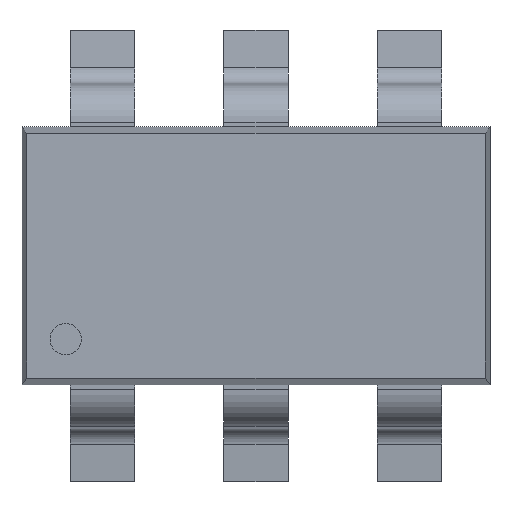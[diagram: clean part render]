
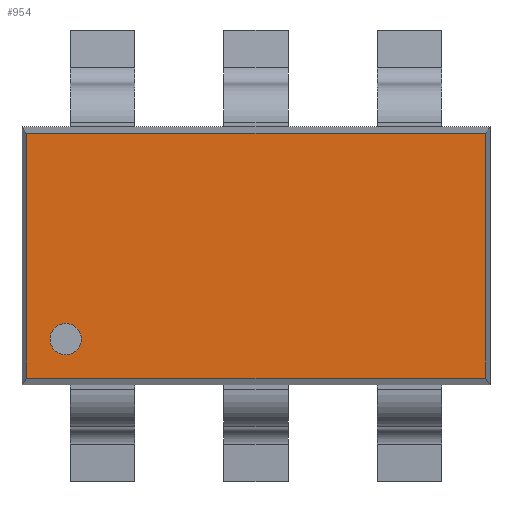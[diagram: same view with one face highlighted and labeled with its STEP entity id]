
A CAD part, top view. The second image highlights one B-rep face of the part: STEP entity #954.
In plain terms, the highlighted planar face has unit normal (0, 0, 1).
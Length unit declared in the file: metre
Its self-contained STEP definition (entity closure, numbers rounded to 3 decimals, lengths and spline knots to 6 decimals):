
#410 = EDGE_CURVE( '', #1152, #1153, #1154, .T. );
#414 = EDGE_CURVE( '', #1160, #1161, #1162, .T. );
#534 = EDGE_CURVE( '', #1161, #1152, #1366, .T. );
#826 = EDGE_CURVE( '', #1153, #1160, #1782, .T. );
#954 = ADVANCED_FACE( '', ( #1927, #1928 ), #1929, .T. );
#1078 = EDGE_CURVE( '', #2072, #2072, #2073, .T. );
#1152 = VERTEX_POINT( '', #2153 );
#1153 = VERTEX_POINT( '', #2154 );
#1154 = LINE( '', #2155, #2156 );
#1160 = VERTEX_POINT( '', #2165 );
#1161 = VERTEX_POINT( '', #2166 );
#1162 = LINE( '', #2167, #2168 );
#1366 = LINE( '', #2444, #2445 );
#1782 = LINE( '', #3047, #3048 );
#1927 = FACE_OUTER_BOUND( '', #3278, .T. );
#1928 = FACE_BOUND( '', #3279, .T. );
#1929 = PLANE( '', #3280 );
#2072 = VERTEX_POINT( '', #3499 );
#2073 = CIRCLE( '', #3500, 0.000097 );
#2153 = CARTESIAN_POINT( '', ( 0.001421, 0.000758, 0.00097 ) );
#2154 = CARTESIAN_POINT( '', ( -0.001421, 0.000758, 0.00097 ) );
#2155 = CARTESIAN_POINT( '', ( 0.001421, 0.000758, 0.00097 ) );
#2156 = VECTOR( '', #3538, 1. );
#2165 = CARTESIAN_POINT( '', ( -0.001421, -0.000758, 0.00097 ) );
#2166 = CARTESIAN_POINT( '', ( 0.001421, -0.000758, 0.00097 ) );
#2167 = CARTESIAN_POINT( '', ( -0.001421, -0.000758, 0.00097 ) );
#2168 = VECTOR( '', #3540, 1. );
#2444 = CARTESIAN_POINT( '', ( 0.001421, -0.000758, 0.00097 ) );
#2445 = VECTOR( '', #3768, 1. );
#3047 = CARTESIAN_POINT( '', ( -0.001421, 0.000758, 0.00097 ) );
#3048 = VECTOR( '', #4287, 1. );
#3278 = EDGE_LOOP( '', ( #4487, #4488, #4489, #4490 ) );
#3279 = EDGE_LOOP( '', ( #4491 ) );
#3280 = AXIS2_PLACEMENT_3D( '', #4492, #4493, #4494 );
#3499 = CARTESIAN_POINT( '', ( -0.001276, -0.000516, 0.00097 ) );
#3500 = AXIS2_PLACEMENT_3D( '', #4731, #4732, #4733 );
#3538 = DIRECTION( '', ( -1., 0., 0. ) );
#3540 = DIRECTION( '', ( 1., 0., 0. ) );
#3768 = DIRECTION( '', ( 0., 1., 0. ) );
#4287 = DIRECTION( '', ( 0., -1., 0. ) );
#4487 = ORIENTED_EDGE( '', *, *, #826, .T. );
#4488 = ORIENTED_EDGE( '', *, *, #414, .T. );
#4489 = ORIENTED_EDGE( '', *, *, #534, .T. );
#4490 = ORIENTED_EDGE( '', *, *, #410, .T. );
#4491 = ORIENTED_EDGE( '', *, *, #1078, .T. );
#4492 = CARTESIAN_POINT( '', ( 0., 0., 0.00097 ) );
#4493 = DIRECTION( '', ( 0., 0., 1. ) );
#4494 = DIRECTION( '', ( 1., 0., 0. ) );
#4731 = CARTESIAN_POINT( '', ( -0.001179, -0.000516, 0.00097 ) );
#4732 = DIRECTION( '', ( 0., 0., -1. ) );
#4733 = DIRECTION( '', ( -1., 0., 0. ) );
